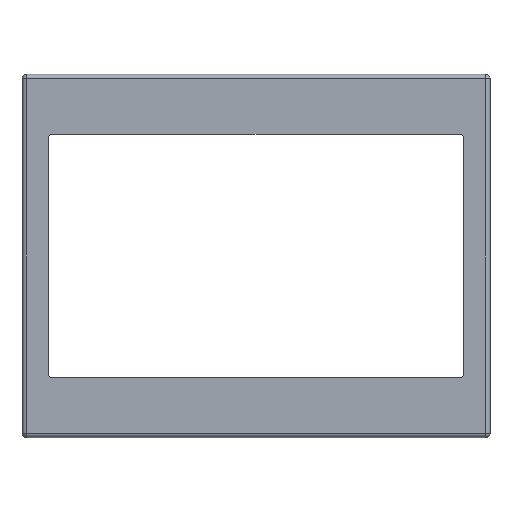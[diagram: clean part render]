
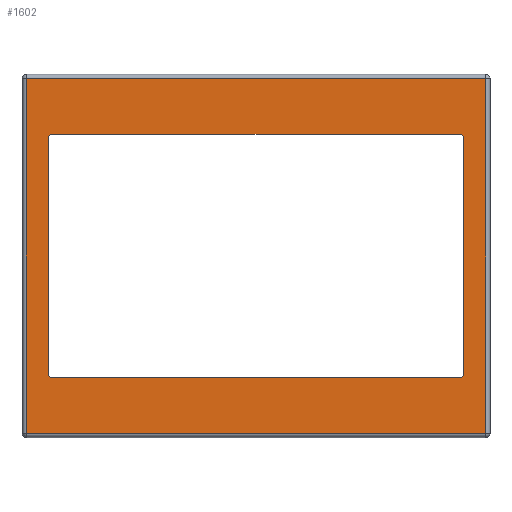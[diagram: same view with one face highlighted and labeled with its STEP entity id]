
A CAD part, front view. The second image highlights one B-rep face of the part: STEP entity #1602.
In plain terms, the highlighted planar face has unit normal (0, -1, 0).
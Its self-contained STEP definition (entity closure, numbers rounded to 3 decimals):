
#21=FACE_BOUND('',#555,.T.);
#44=PLANE('',#1839);
#147=LINE('',#2779,#259);
#151=LINE('',#2789,#263);
#154=LINE('',#2796,#266);
#156=LINE('',#2802,#268);
#161=LINE('',#2816,#273);
#163=LINE('',#2824,#275);
#165=LINE('',#2834,#277);
#167=LINE('',#2843,#279);
#259=VECTOR('',#2288,10.);
#263=VECTOR('',#2298,10.);
#266=VECTOR('',#2307,10.);
#268=VECTOR('',#2315,10.);
#273=VECTOR('',#2332,10.);
#275=VECTOR('',#2340,10.);
#277=VECTOR('',#2352,10.);
#279=VECTOR('',#2364,10.);
#441=FACE_OUTER_BOUND('',#554,.T.);
#554=EDGE_LOOP('',(#1454,#1455,#1456,#1457));
#555=EDGE_LOOP('',(#1458,#1459,#1460,#1461,#1462,#1463,#1464,#1465));
#662=CIRCLE('',#1800,1.);
#663=CIRCLE('',#1803,1.);
#664=CIRCLE('',#1806,1.);
#665=CIRCLE('',#1809,1.);
#786=VERTEX_POINT('',#2772);
#787=VERTEX_POINT('',#2773);
#788=VERTEX_POINT('',#2778);
#789=VERTEX_POINT('',#2782);
#790=VERTEX_POINT('',#2783);
#791=VERTEX_POINT('',#2788);
#792=VERTEX_POINT('',#2792);
#793=VERTEX_POINT('',#2798);
#795=VERTEX_POINT('',#2813);
#796=VERTEX_POINT('',#2815);
#799=VERTEX_POINT('',#2823);
#802=VERTEX_POINT('',#2833);
#986=EDGE_CURVE('',#786,#787,#662,.T.);
#989=EDGE_CURVE('',#787,#788,#147,.T.);
#991=EDGE_CURVE('',#789,#790,#663,.T.);
#994=EDGE_CURVE('',#790,#791,#151,.T.);
#996=EDGE_CURVE('',#791,#792,#664,.T.);
#998=EDGE_CURVE('',#792,#786,#154,.T.);
#999=EDGE_CURVE('',#788,#793,#665,.T.);
#1001=EDGE_CURVE('',#793,#789,#156,.T.);
#1007=EDGE_CURVE('',#795,#796,#161,.T.);
#1011=EDGE_CURVE('',#796,#799,#163,.T.);
#1016=EDGE_CURVE('',#799,#802,#165,.T.);
#1021=EDGE_CURVE('',#802,#795,#167,.T.);
#1454=ORIENTED_EDGE('',*,*,#1007,.F.);
#1455=ORIENTED_EDGE('',*,*,#1021,.F.);
#1456=ORIENTED_EDGE('',*,*,#1016,.F.);
#1457=ORIENTED_EDGE('',*,*,#1011,.F.);
#1458=ORIENTED_EDGE('',*,*,#986,.F.);
#1459=ORIENTED_EDGE('',*,*,#998,.F.);
#1460=ORIENTED_EDGE('',*,*,#996,.F.);
#1461=ORIENTED_EDGE('',*,*,#994,.F.);
#1462=ORIENTED_EDGE('',*,*,#991,.F.);
#1463=ORIENTED_EDGE('',*,*,#1001,.F.);
#1464=ORIENTED_EDGE('',*,*,#999,.F.);
#1465=ORIENTED_EDGE('',*,*,#989,.F.);
#1602=ADVANCED_FACE('',(#441,#21),#44,.F.);
#1800=AXIS2_PLACEMENT_3D('',#2774,#2282,#2283);
#1803=AXIS2_PLACEMENT_3D('',#2784,#2292,#2293);
#1806=AXIS2_PLACEMENT_3D('',#2793,#2302,#2303);
#1809=AXIS2_PLACEMENT_3D('',#2799,#2310,#2311);
#1839=AXIS2_PLACEMENT_3D('',#2860,#2389,#2390);
#2282=DIRECTION('center_axis',(0.,-1.,0.));
#2283=DIRECTION('ref_axis',(0.707,0.,0.707));
#2288=DIRECTION('',(-1.,0.,0.));
#2292=DIRECTION('center_axis',(0.,-1.,0.));
#2293=DIRECTION('ref_axis',(-0.707,0.,-0.707));
#2298=DIRECTION('',(1.,0.,0.));
#2302=DIRECTION('center_axis',(0.,-1.,0.));
#2303=DIRECTION('ref_axis',(0.707,0.,-0.707));
#2307=DIRECTION('',(0.,0.,1.));
#2310=DIRECTION('center_axis',(0.,-1.,0.));
#2311=DIRECTION('ref_axis',(-0.707,0.,0.707));
#2315=DIRECTION('',(0.,0.,-1.));
#2332=DIRECTION('',(1.,0.,0.));
#2340=DIRECTION('',(0.,0.,-1.));
#2352=DIRECTION('',(-1.,0.,0.));
#2364=DIRECTION('',(0.,0.,1.));
#2389=DIRECTION('center_axis',(0.,1.,0.));
#2390=DIRECTION('ref_axis',(1.,0.,0.));
#2772=CARTESIAN_POINT('',(-7.,0.,80.));
#2773=CARTESIAN_POINT('',(-8.,0.,81.));
#2774=CARTESIAN_POINT('Origin',(-8.,0.,80.));
#2778=CARTESIAN_POINT('',(-117.,0.,81.));
#2779=CARTESIAN_POINT('',(-7.,0.,81.));
#2782=CARTESIAN_POINT('',(-118.,0.,17.));
#2783=CARTESIAN_POINT('',(-117.,0.,16.));
#2784=CARTESIAN_POINT('Origin',(-117.,0.,17.));
#2788=CARTESIAN_POINT('',(-8.,0.,16.));
#2789=CARTESIAN_POINT('',(-118.,0.,16.));
#2792=CARTESIAN_POINT('',(-7.,0.,17.));
#2793=CARTESIAN_POINT('Origin',(-8.,0.,17.));
#2796=CARTESIAN_POINT('',(-7.,0.,16.));
#2798=CARTESIAN_POINT('',(-118.,0.,80.));
#2799=CARTESIAN_POINT('Origin',(-117.,0.,80.));
#2802=CARTESIAN_POINT('',(-118.,0.,81.));
#2813=CARTESIAN_POINT('',(-123.8,0.,95.8));
#2815=CARTESIAN_POINT('',(-1.2,0.,95.8));
#2816=CARTESIAN_POINT('',(-93.75,0.,95.8));
#2823=CARTESIAN_POINT('',(-1.2,0.,1.2));
#2824=CARTESIAN_POINT('',(-1.2,0.,72.75));
#2833=CARTESIAN_POINT('',(-123.8,0.,1.2));
#2834=CARTESIAN_POINT('',(-31.25,0.,1.2));
#2843=CARTESIAN_POINT('',(-123.8,0.,24.25));
#2860=CARTESIAN_POINT('Origin',(-62.5,0.,48.5));
